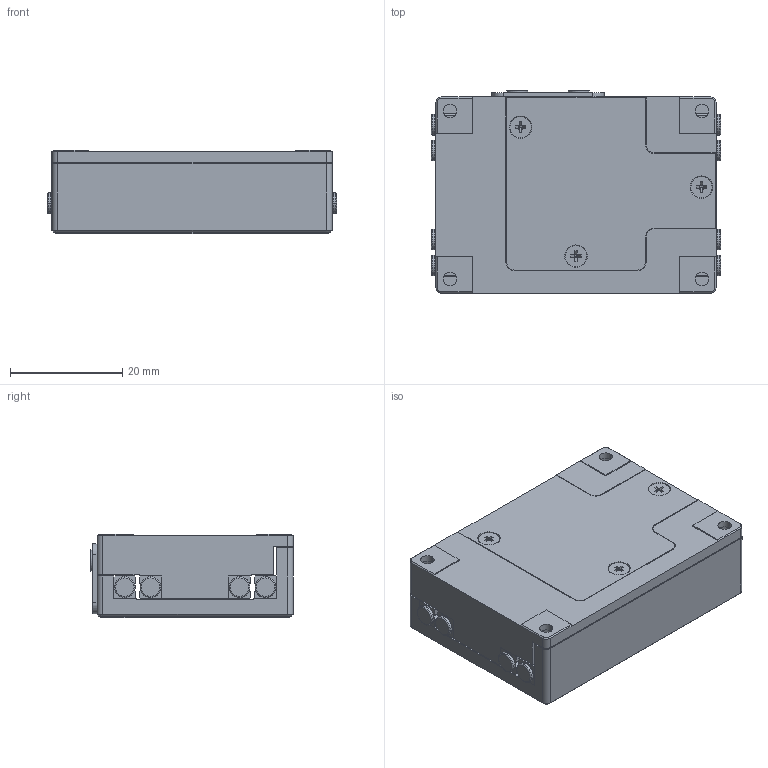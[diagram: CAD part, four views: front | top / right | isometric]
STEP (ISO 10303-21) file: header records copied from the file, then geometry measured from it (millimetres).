
FILE_DESCRIPTION (( 'STEP AP203' ), '1' );
FILE_NAME ('527451.STEP', '2025-04-09T02:25:47', ( 'Windows User' ), ( 'P R C' ), 'SwSTEP 2.0', 'SolidWorks 2020', '' );
FILE_SCHEMA (( 'CONFIG_CONTROL_DESIGN' ));
Length unit declared in the file: millimetre
Products named in the file (10): LS1-0310__________.STEP; LS1-0310__________-1.STEP; 527451; LS1-0310__________-0.STEP; countersunk flat head cross recess screw_din_DIN EN ISO 7046-1 - M2 x 3 - Z - 3N.STEP; socket head cap screw_din_DIN 912 M2 x 3 --- 3N.STEP; 527451-527471.STEP; ______.STEP; VR1_50_GD.STEP; VR1-50x13Z.STEP
Assembly tree (25 placements, depth 4):
  527451
    527451-527471.STEP
      VR1-50x13Z.STEP  x2
        VR1_50_GD.STEP
      LS1-0310__________.STEP
      LS1-0310__________-0.STEP
      ______.STEP
      LS1-0310__________-1.STEP
      socket head cap screw_din_DIN 912 M2 x 3 --- 3N.STEP  x10
      countersunk flat head cross recess screw_din_DIN EN ISO 7046-1 - M2 x 3 - Z - 3N.STEP  x6
Bounding box: 51.6 x 36.1 x 14.9 mm (x, y, z)
Volume: 24162.5 mm3; surface area: 18784.2 mm2
Topology: 24 solids, 24 shells, 1001 faces, 2392 edges, 1452 vertices
Faces by surface type: plane 479, cylinder 294, cone 144, torus 84
Entity records: 13701 total; most frequent: CARTESIAN_POINT 2242, DIRECTION 2216, ORIENTED_EDGE 1982, EDGE_CURVE 991, AXIS2_PLACEMENT_3D 831, VERTEX_POINT 633, LINE 554, VECTOR 554
